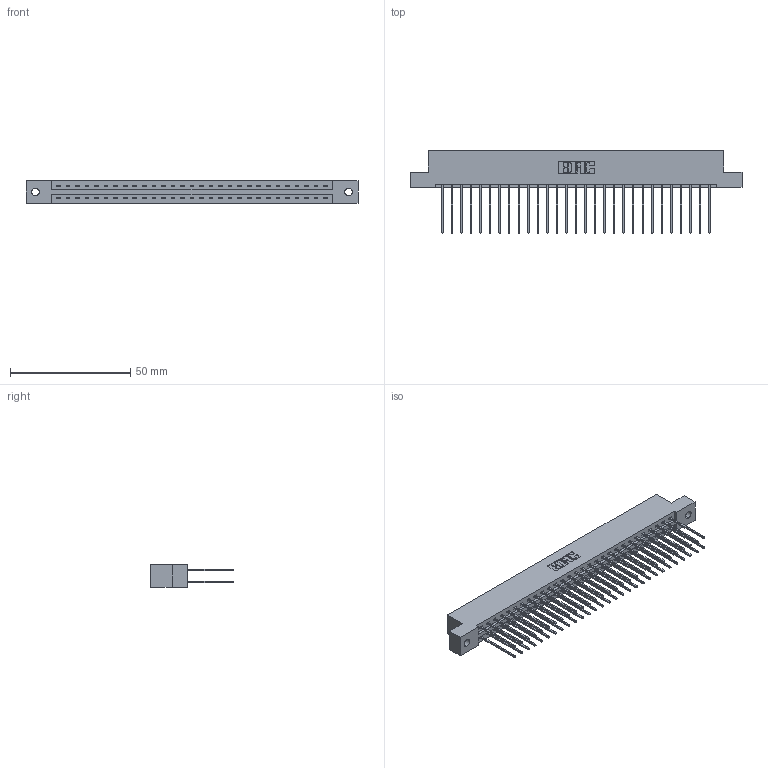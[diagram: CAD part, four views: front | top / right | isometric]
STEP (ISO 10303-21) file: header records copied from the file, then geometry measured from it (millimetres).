
FILE_DESCRIPTION (( 'STEP AP203' ), '1' );
FILE_NAME ('387-058-541-202.STEP', '2018-09-21T01:29:59', ( '' ), ( '' ), 'SwSTEP 2.0', 'SolidWorks 2016', '' );
FILE_SCHEMA (( 'CONFIG_CONTROL_DESIGN' ));
Length unit declared in the file: inch
Products named in the file (3): 337 Part_Flush Mounting Lugs - 0.128 Dia; 345-292-001_345-293-141; 387-058-541-202
Assembly tree (59 placements, depth 2):
  387-058-541-202
    337 Part_Flush Mounting Lugs - 0.128 Dia
    345-292-001_345-293-141  x58
Bounding box: 137.92 x 34.3 x 9.4 mm (x, y, z)
Volume: 14658.3 mm3; surface area: 17842.6 mm2
Topology: 59 solids, 59 shells, 3246 faces, 9649 edges, 6354 vertices
Faces by surface type: plane 2274, cylinder 972
Entity records: 24187 total; most frequent: CARTESIAN_POINT 4086, ORIENTED_EDGE 4022, DIRECTION 3499, EDGE_CURVE 2011, VECTOR 1883, LINE 1883, VERTEX_POINT 1338, AXIS2_PLACEMENT_3D 808
